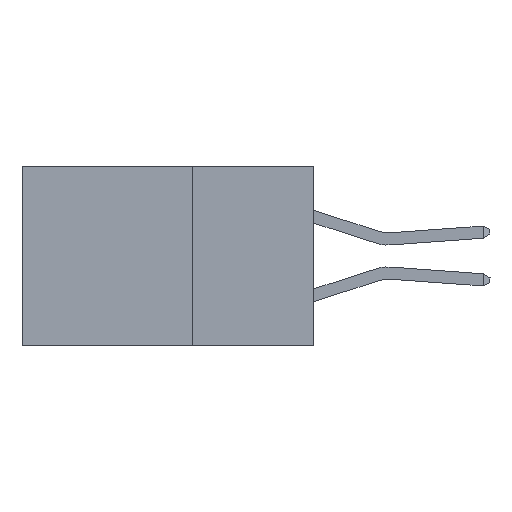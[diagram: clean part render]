
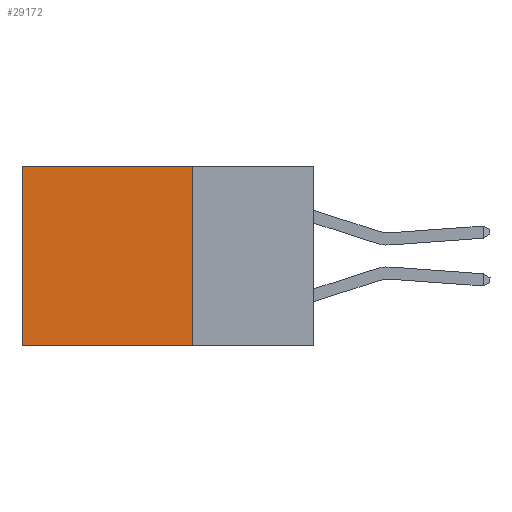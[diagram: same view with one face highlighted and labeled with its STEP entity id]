
A CAD part, left-side view. The second image highlights one B-rep face of the part: STEP entity #29172.
In plain terms, the highlighted planar face has unit normal (-1, 0, 0).
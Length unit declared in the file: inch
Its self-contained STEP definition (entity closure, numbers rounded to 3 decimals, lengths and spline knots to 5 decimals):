
#2167 = DIRECTION ( 'NONE',  ( 1., 0., 0. ) ) ;
#3933 = LINE ( 'NONE', #4818, #20151 ) ;
#4818 = CARTESIAN_POINT ( 'NONE',  ( 0.2875, 0.25, -0.37 ) ) ;
#6996 = CARTESIAN_POINT ( 'NONE',  ( 0.2875, 0.6, 0. ) ) ;
#7407 = CARTESIAN_POINT ( 'NONE',  ( 0.2875, 0.25, -0.37 ) ) ;
#9173 = CARTESIAN_POINT ( 'NONE',  ( 0.2875, 0.25, 0. ) ) ;
#10107 = FACE_OUTER_BOUND ( 'NONE', #39067, .T. ) ;
#11634 = VERTEX_POINT ( 'NONE', #16320 ) ;
#11775 = DIRECTION ( 'NONE',  ( 0., 1., 0. ) ) ;
#14218 = DIRECTION ( 'NONE',  ( 0., 0., -1. ) ) ;
#14303 = VERTEX_POINT ( 'NONE', #15848 ) ;
#15603 = DIRECTION ( 'NONE',  ( 0., 0., -1. ) ) ;
#15848 = CARTESIAN_POINT ( 'NONE',  ( 0.2875, 0.6, 0. ) ) ;
#16058 = CARTESIAN_POINT ( 'NONE',  ( 0.2875, 0.25, 0. ) ) ;
#16320 = CARTESIAN_POINT ( 'NONE',  ( 0.2875, 0.6, -0.37 ) ) ;
#16546 = EDGE_CURVE ( 'NONE', #27562, #24222, #37429, .T. ) ;
#16773 = VECTOR ( 'NONE', #36656, 39.37008 ) ;
#18222 = LINE ( 'NONE', #6996, #39267 ) ;
#18781 = PLANE ( 'NONE',  #31308 ) ;
#19913 = EDGE_CURVE ( 'NONE', #24222, #11634, #3933, .T. ) ;
#20151 = VECTOR ( 'NONE', #11775, 39.37008 ) ;
#21228 = VECTOR ( 'NONE', #26457, 39.37008 ) ;
#22698 = CARTESIAN_POINT ( 'NONE',  ( 0.2875, 0.25, 0. ) ) ;
#22967 = CARTESIAN_POINT ( 'NONE',  ( 0.2875, 0.25, 0. ) ) ;
#24222 = VERTEX_POINT ( 'NONE', #7407 ) ;
#26334 = ORIENTED_EDGE ( 'NONE', *, *, #16546, .F. ) ;
#26457 = DIRECTION ( 'NONE',  ( 0., 0., -1. ) ) ;
#26791 = EDGE_CURVE ( 'NONE', #27562, #14303, #33025, .T. ) ;
#27562 = VERTEX_POINT ( 'NONE', #22698 ) ;
#29172 = ADVANCED_FACE ( 'NONE', ( #10107 ), #18781, .F. ) ;
#30442 = ORIENTED_EDGE ( 'NONE', *, *, #19913, .F. ) ;
#31308 = AXIS2_PLACEMENT_3D ( 'NONE', #16058, #2167, #15603 ) ;
#33025 = LINE ( 'NONE', #9173, #16773 ) ;
#35244 = EDGE_CURVE ( 'NONE', #14303, #11634, #18222, .T. ) ;
#35626 = ORIENTED_EDGE ( 'NONE', *, *, #26791, .T. ) ;
#36656 = DIRECTION ( 'NONE',  ( 0., 1., 0. ) ) ;
#37096 = ORIENTED_EDGE ( 'NONE', *, *, #35244, .T. ) ;
#37429 = LINE ( 'NONE', #22967, #21228 ) ;
#39067 = EDGE_LOOP ( 'NONE', ( #37096, #30442, #26334, #35626 ) ) ;
#39267 = VECTOR ( 'NONE', #14218, 39.37008 ) ;
